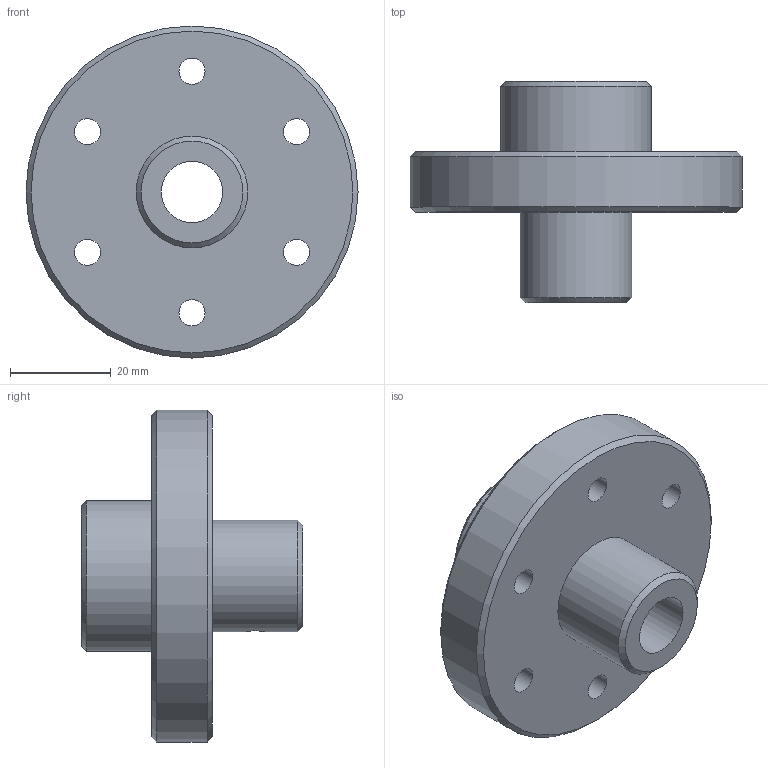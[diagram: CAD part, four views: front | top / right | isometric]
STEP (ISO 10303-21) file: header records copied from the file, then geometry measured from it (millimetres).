
FILE_DESCRIPTION(/* description */ (''),/* implementation_level */ '2;1');
FILE_NAME(/* name */ 'Support_v1.0.step',/* time_stamp */ '2020-06-10T11:17:44+02:00',/* author */ (''),/* organization */ (''),/* preprocessor_version */ 'ST-DEVELOPER v18.1',/* originating_system */ 'Autodesk Translation Framework v9.3.0.1241',/* authorisation */ '');
FILE_SCHEMA (('AUTOMOTIVE_DESIGN { 1 0 10303 214 3 1 1 }'));
Length unit declared in the file: millimetre
Products named in the file (1): Support
Bounding box: 66 x 44 x 66 mm (x, y, z)
Volume: 34944.9 mm3; surface area: 15452.1 mm2
Topology: 1 solids, 1 shells, 21 faces, 46 edges, 30 vertices
Faces by surface type: cylinder 12, plane 5, cone 4
Full cylindrical faces by diameter (mm): 4.2 x1, 5.2 x6, 12.2 x1, 22.2 x1, 30 x1, 60 x1, 66 x1
Entity records: 715 total; most frequent: CARTESIAN_POINT 166, DIRECTION 112, ORIENTED_EDGE 92, AXIS2_PLACEMENT_3D 48, EDGE_CURVE 46, EDGE_LOOP 40, VERTEX_POINT 30, CIRCLE 26
